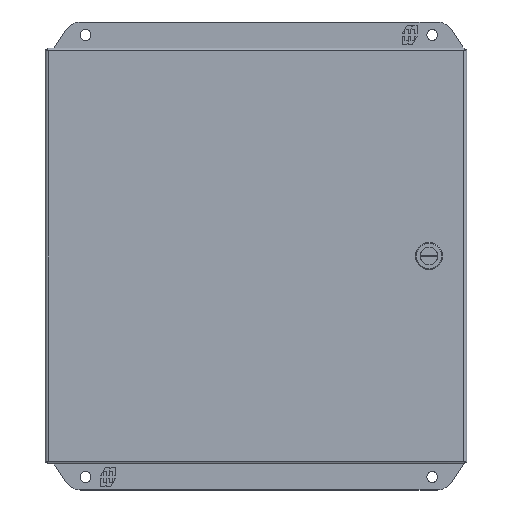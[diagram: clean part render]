
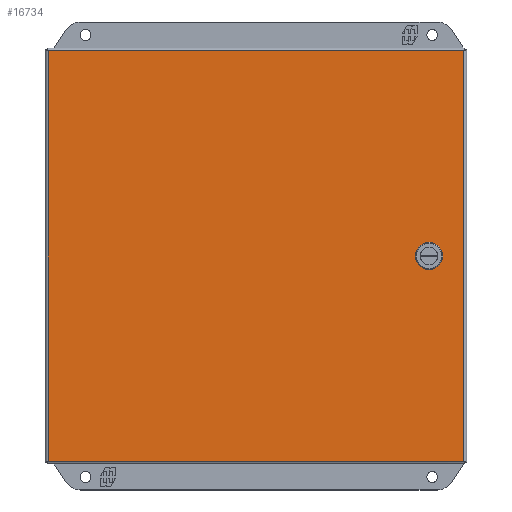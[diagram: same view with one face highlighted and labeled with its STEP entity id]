
A CAD part, front view. The second image highlights one B-rep face of the part: STEP entity #16734.
In plain terms, the highlighted planar face has unit normal (0, -1, 0).
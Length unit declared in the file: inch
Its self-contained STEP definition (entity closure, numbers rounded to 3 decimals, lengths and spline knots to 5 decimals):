
#40 = VECTOR ( 'NONE', #6259, 39.37008 ) ;
#60 = LINE ( 'NONE', #13516, #16473 ) ;
#329 = CARTESIAN_POINT ( 'NONE',  ( 4.57568, -6.61133, 0.07559 ) ) ;
#448 = CARTESIAN_POINT ( 'NONE',  ( 5.23768, -6.61133, -0.07559 ) ) ;
#473 = LINE ( 'NONE', #15672, #40 ) ;
#539 = ORIENTED_EDGE ( 'NONE', *, *, #14281, .F. ) ;
#739 = DIRECTION ( 'NONE',  ( -1., 0., 0. ) ) ;
#1592 = CARTESIAN_POINT ( 'NONE',  ( -6.07332, -6.61133, -5.914 ) ) ;
#1597 = VECTOR ( 'NONE', #6750, 39.37008 ) ;
#1916 = CARTESIAN_POINT ( 'NONE',  ( 5.23768, -6.61133, -0.07559 ) ) ;
#2513 = CARTESIAN_POINT ( 'NONE',  ( 4.57568, -6.61133, -0.07559 ) ) ;
#2745 = VECTOR ( 'NONE', #3193, 39.37008 ) ;
#3003 = LINE ( 'NONE', #8181, #18534 ) ;
#3193 = DIRECTION ( 'NONE',  ( 1., 0., 0. ) ) ;
#3234 = CARTESIAN_POINT ( 'NONE',  ( 5.91268, -6.61133, 5.914 ) ) ;
#4217 = LINE ( 'NONE', #448, #13689 ) ;
#4283 = DIRECTION ( 'NONE',  ( -0.707, 0., 0.707 ) ) ;
#4487 = VECTOR ( 'NONE', #4283, 39.37008 ) ;
#4511 = VECTOR ( 'NONE', #12028, 39.37008 ) ;
#4833 = CARTESIAN_POINT ( 'NONE',  ( -6.07332, -6.61133, -5.914 ) ) ;
#4840 = EDGE_LOOP ( 'NONE', ( #23545, #16416, #18502, #24471 ) ) ;
#4947 = CARTESIAN_POINT ( 'NONE',  ( 5.91268, -6.61133, -5.914 ) ) ;
#5082 = LINE ( 'NONE', #9248, #2745 ) ;
#5394 = CARTESIAN_POINT ( 'NONE',  ( 4.83109, -6.61133, -0.331 ) ) ;
#5532 = EDGE_CURVE ( 'NONE', #13996, #16773, #5082, .T. ) ;
#6259 = DIRECTION ( 'NONE',  ( 1., 0., 0. ) ) ;
#6346 = VERTEX_POINT ( 'NONE', #4833 ) ;
#6543 = VERTEX_POINT ( 'NONE', #17030 ) ;
#6750 = DIRECTION ( 'NONE',  ( 0., 0., -1. ) ) ;
#8129 = DIRECTION ( 'NONE',  ( 0.707, 0., 0.707 ) ) ;
#8181 = CARTESIAN_POINT ( 'NONE',  ( 4.83109, -6.61133, 0.331 ) ) ;
#8209 = CARTESIAN_POINT ( 'NONE',  ( 4.98226, -6.61133, 0.331 ) ) ;
#8280 = ORIENTED_EDGE ( 'NONE', *, *, #21390, .F. ) ;
#8714 = CARTESIAN_POINT ( 'NONE',  ( -6.07332, -6.61133, -5.914 ) ) ;
#9248 = CARTESIAN_POINT ( 'NONE',  ( 4.98226, -6.61133, -0.331 ) ) ;
#9671 = VECTOR ( 'NONE', #18890, 39.37008 ) ;
#10039 = ORIENTED_EDGE ( 'NONE', *, *, #23897, .F. ) ;
#10291 = VERTEX_POINT ( 'NONE', #3234 ) ;
#11150 = CARTESIAN_POINT ( 'NONE',  ( 4.57568, -6.61133, 0.07559 ) ) ;
#11392 = EDGE_CURVE ( 'NONE', #13980, #10291, #21923, .T. ) ;
#11490 = VERTEX_POINT ( 'NONE', #18777 ) ;
#12028 = DIRECTION ( 'NONE',  ( -0.707, 0., -0.707 ) ) ;
#12055 = CARTESIAN_POINT ( 'NONE',  ( 4.98226, -6.61133, -0.331 ) ) ;
#12164 = EDGE_CURVE ( 'NONE', #10291, #6543, #16543, .T. ) ;
#12291 = VERTEX_POINT ( 'NONE', #13498 ) ;
#12602 = DIRECTION ( 'NONE',  ( 0., -1., 0. ) ) ;
#12617 = DIRECTION ( 'NONE',  ( 0., 0., 1. ) ) ;
#12821 = EDGE_CURVE ( 'NONE', #12291, #20225, #23409, .T. ) ;
#12847 = FACE_OUTER_BOUND ( 'NONE', #4840, .T. ) ;
#12958 = ORIENTED_EDGE ( 'NONE', *, *, #24436, .F. ) ;
#13192 = ORIENTED_EDGE ( 'NONE', *, *, #22666, .F. ) ;
#13498 = CARTESIAN_POINT ( 'NONE',  ( 5.23768, -6.61133, 0.07559 ) ) ;
#13516 = CARTESIAN_POINT ( 'NONE',  ( 4.83109, -6.61133, -0.331 ) ) ;
#13660 = EDGE_LOOP ( 'NONE', ( #16045, #13192, #8280, #539, #12958, #20930, #20464, #10039 ) ) ;
#13689 = VECTOR ( 'NONE', #8129, 39.37008 ) ;
#13859 = VERTEX_POINT ( 'NONE', #1916 ) ;
#13980 = VERTEX_POINT ( 'NONE', #16706 ) ;
#13996 = VERTEX_POINT ( 'NONE', #5394 ) ;
#14024 = LINE ( 'NONE', #329, #4511 ) ;
#14281 = EDGE_CURVE ( 'NONE', #11490, #15650, #14024, .T. ) ;
#14611 = FACE_BOUND ( 'NONE', #13660, .T. ) ;
#15165 = DIRECTION ( 'NONE',  ( 0.707, 0., -0.707 ) ) ;
#15507 = EDGE_CURVE ( 'NONE', #6543, #6346, #15518, .T. ) ;
#15518 = LINE ( 'NONE', #1592, #17022 ) ;
#15650 = VERTEX_POINT ( 'NONE', #11150 ) ;
#15672 = CARTESIAN_POINT ( 'NONE',  ( -6.07332, -6.61133, -5.914 ) ) ;
#15798 = AXIS2_PLACEMENT_3D ( 'NONE', #8714, #12602, #24308 ) ;
#16045 = ORIENTED_EDGE ( 'NONE', *, *, #5532, .F. ) ;
#16407 = DIRECTION ( 'NONE',  ( -1., 0., 0. ) ) ;
#16416 = ORIENTED_EDGE ( 'NONE', *, *, #12164, .T. ) ;
#16473 = VECTOR ( 'NONE', #15165, 39.37008 ) ;
#16543 = LINE ( 'NONE', #22340, #22539 ) ;
#16706 = CARTESIAN_POINT ( 'NONE',  ( 5.91268, -6.61133, -5.914 ) ) ;
#16734 = ADVANCED_FACE ( 'NONE', ( #14611, #12847 ), #23917, .T. ) ;
#16773 = VERTEX_POINT ( 'NONE', #12055 ) ;
#17022 = VECTOR ( 'NONE', #17053, 39.37008 ) ;
#17030 = CARTESIAN_POINT ( 'NONE',  ( -6.07332, -6.61133, 5.914 ) ) ;
#17053 = DIRECTION ( 'NONE',  ( 0., 0., -1. ) ) ;
#18442 = CARTESIAN_POINT ( 'NONE',  ( 4.57568, -6.61133, -0.07559 ) ) ;
#18502 = ORIENTED_EDGE ( 'NONE', *, *, #15507, .T. ) ;
#18534 = VECTOR ( 'NONE', #739, 39.37008 ) ;
#18777 = CARTESIAN_POINT ( 'NONE',  ( 4.83109, -6.61133, 0.331 ) ) ;
#18890 = DIRECTION ( 'NONE',  ( 0., 0., 1. ) ) ;
#20225 = VERTEX_POINT ( 'NONE', #23688 ) ;
#20464 = ORIENTED_EDGE ( 'NONE', *, *, #23265, .F. ) ;
#20930 = ORIENTED_EDGE ( 'NONE', *, *, #12821, .F. ) ;
#20969 = VECTOR ( 'NONE', #12617, 39.37008 ) ;
#21027 = CARTESIAN_POINT ( 'NONE',  ( 5.23768, -6.61133, 0.07559 ) ) ;
#21215 = EDGE_CURVE ( 'NONE', #6346, #13980, #473, .T. ) ;
#21390 = EDGE_CURVE ( 'NONE', #15650, #21973, #23975, .T. ) ;
#21923 = LINE ( 'NONE', #4947, #20969 ) ;
#21973 = VERTEX_POINT ( 'NONE', #2513 ) ;
#22340 = CARTESIAN_POINT ( 'NONE',  ( -6.07332, -6.61133, 5.914 ) ) ;
#22539 = VECTOR ( 'NONE', #16407, 39.37008 ) ;
#22666 = EDGE_CURVE ( 'NONE', #21973, #13996, #60, .T. ) ;
#22903 = LINE ( 'NONE', #21027, #9671 ) ;
#23265 = EDGE_CURVE ( 'NONE', #13859, #12291, #22903, .T. ) ;
#23409 = LINE ( 'NONE', #8209, #4487 ) ;
#23545 = ORIENTED_EDGE ( 'NONE', *, *, #11392, .T. ) ;
#23688 = CARTESIAN_POINT ( 'NONE',  ( 4.98226, -6.61133, 0.331 ) ) ;
#23897 = EDGE_CURVE ( 'NONE', #16773, #13859, #4217, .T. ) ;
#23917 = PLANE ( 'NONE',  #15798 ) ;
#23975 = LINE ( 'NONE', #18442, #1597 ) ;
#24308 = DIRECTION ( 'NONE',  ( 0., 0., -1. ) ) ;
#24436 = EDGE_CURVE ( 'NONE', #20225, #11490, #3003, .T. ) ;
#24471 = ORIENTED_EDGE ( 'NONE', *, *, #21215, .T. ) ;
